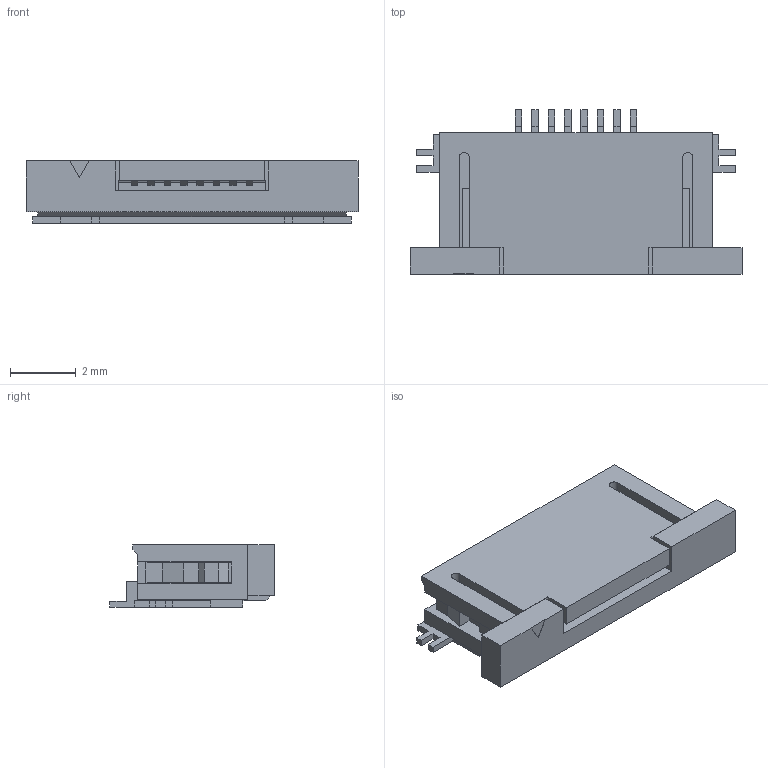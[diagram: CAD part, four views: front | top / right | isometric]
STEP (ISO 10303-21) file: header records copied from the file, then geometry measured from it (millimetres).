
FILE_DESCRIPTION(/* description */ (''),/* implementation_level */ '2;1');
FILE_NAME(/* name */ '527450897wbm000_01_214.stp',/* time_stamp */ '2022-11-28T12:11:28+06:00',/* author */ (''),/* organization */ (''),/* preprocessor_version */ 'ST-DEVELOPER v16.7',/* originating_system */ 'SIEMENS PLM Software NX 1919',/* authorisation */ '');
FILE_SCHEMA (('AUTOMOTIVE_DESIGN { 1 0 10303 214 3 1 1 1 }'));
Length unit declared in the file: millimetre
Products named in the file (1): 527450897wbm000_01
Bounding box: 10.1 x 5 x 1.91 mm (x, y, z)
Volume: 57.6 mm3; surface area: 237 mm2
Topology: 1 solids, 1 shells, 280 faces, 852 edges, 566 vertices
Faces by surface type: plane 260, cylinder 20
Entity records: 9428 total; most frequent: ORIENTED_EDGE 1704, CARTESIAN_POINT 1699, DIRECTION 1454, EDGE_CURVE 852, LINE 812, VECTOR 812, VERTEX_POINT 566, AXIS2_PLACEMENT_3D 321
